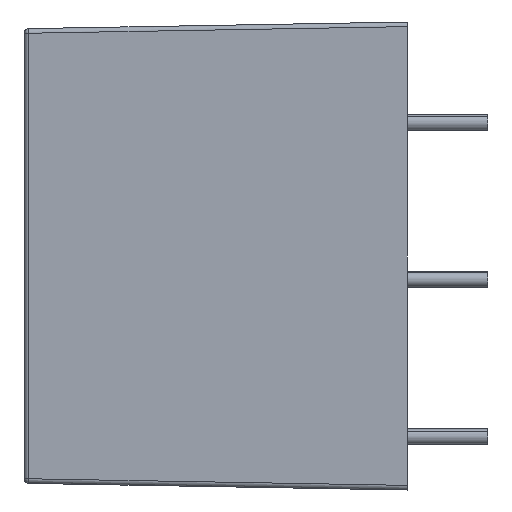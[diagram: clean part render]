
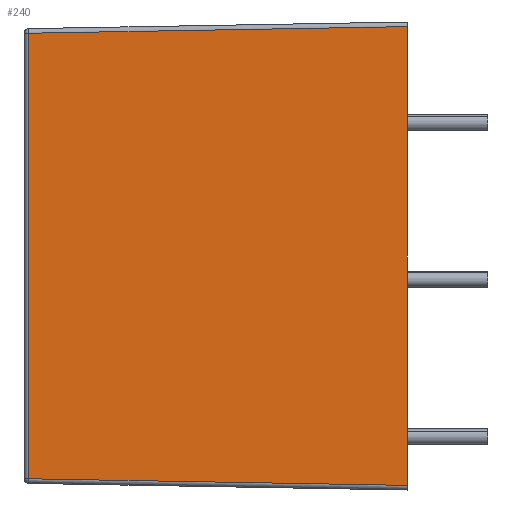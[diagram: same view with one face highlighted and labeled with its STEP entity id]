
A CAD part, left-side view. The second image highlights one B-rep face of the part: STEP entity #240.
In plain terms, the highlighted planar face has unit normal (-1, 0.018, 0).
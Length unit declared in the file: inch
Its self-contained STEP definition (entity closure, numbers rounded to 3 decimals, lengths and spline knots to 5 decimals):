
#4 = CARTESIAN_POINT ( 'NONE',  ( -0.98273, 0.48647, 0.56781 ) ) ;
#11 = ORIENTED_EDGE ( 'NONE', *, *, #2562, .T. ) ;
#200 = DIRECTION ( 'NONE',  ( -0.017, -1., -0.017 ) ) ;
#239 = DIRECTION ( 'NONE',  ( 0., 0., 1. ) ) ;
#240 = ADVANCED_FACE ( 'NONE', ( #1712 ), #2204, .T. ) ;
#278 = VERTEX_POINT ( 'NONE', #4 ) ;
#375 = VERTEX_POINT ( 'NONE', #2875 ) ;
#400 = VERTEX_POINT ( 'NONE', #1649 ) ;
#517 = VECTOR ( 'NONE', #2087, 39.37008 ) ;
#629 = EDGE_CURVE ( 'NONE', #375, #1597, #1325, .T. ) ;
#759 = EDGE_CURVE ( 'NONE', #400, #375, #3124, .T. ) ;
#761 = CARTESIAN_POINT ( 'NONE',  ( -0.99957, -0.4785, 0.58465 ) ) ;
#768 = CARTESIAN_POINT ( 'NONE',  ( -0.99957, -0.4783, 0.58465 ) ) ;
#912 = ORIENTED_EDGE ( 'NONE', *, *, #759, .T. ) ;
#1122 = VECTOR ( 'NONE', #3028, 39.37008 ) ;
#1125 = VECTOR ( 'NONE', #3169, 39.37008 ) ;
#1155 = CARTESIAN_POINT ( 'NONE',  ( -0.99957, -0.4783, 0.59646 ) ) ;
#1206 = LINE ( 'NONE', #2411, #1125 ) ;
#1325 = LINE ( 'NONE', #1155, #517 ) ;
#1597 = VERTEX_POINT ( 'NONE', #768 ) ;
#1649 = CARTESIAN_POINT ( 'NONE',  ( -0.98273, 0.48647, -0.56781 ) ) ;
#1660 = VECTOR ( 'NONE', #200, 39.37008 ) ;
#1712 = FACE_OUTER_BOUND ( 'NONE', #2278, .T. ) ;
#1922 = ORIENTED_EDGE ( 'NONE', *, *, #2891, .T. ) ;
#2087 = DIRECTION ( 'NONE',  ( 0., 0., 1. ) ) ;
#2184 = CARTESIAN_POINT ( 'NONE',  ( -0.99921, -0.4577, -0.58429 ) ) ;
#2204 = PLANE ( 'NONE',  #2649 ) ;
#2278 = EDGE_LOOP ( 'NONE', ( #3081, #11, #1922, #912 ) ) ;
#2411 = CARTESIAN_POINT ( 'NONE',  ( -0.98273, 0.48647, 0.59646 ) ) ;
#2457 = DIRECTION ( 'NONE',  ( -1., 0.017, 0. ) ) ;
#2562 = EDGE_CURVE ( 'NONE', #1597, #278, #2999, .T. ) ;
#2649 = AXIS2_PLACEMENT_3D ( 'NONE', #2706, #2457, #239 ) ;
#2706 = CARTESIAN_POINT ( 'NONE',  ( -0.99957, -0.4783, 0.59646 ) ) ;
#2875 = CARTESIAN_POINT ( 'NONE',  ( -0.99957, -0.4783, -0.58465 ) ) ;
#2891 = EDGE_CURVE ( 'NONE', #278, #400, #1206, .T. ) ;
#2999 = LINE ( 'NONE', #761, #1122 ) ;
#3028 = DIRECTION ( 'NONE',  ( 0.017, 1., -0.017 ) ) ;
#3081 = ORIENTED_EDGE ( 'NONE', *, *, #629, .T. ) ;
#3124 = LINE ( 'NONE', #2184, #1660 ) ;
#3169 = DIRECTION ( 'NONE',  ( 0., 0., -1. ) ) ;
